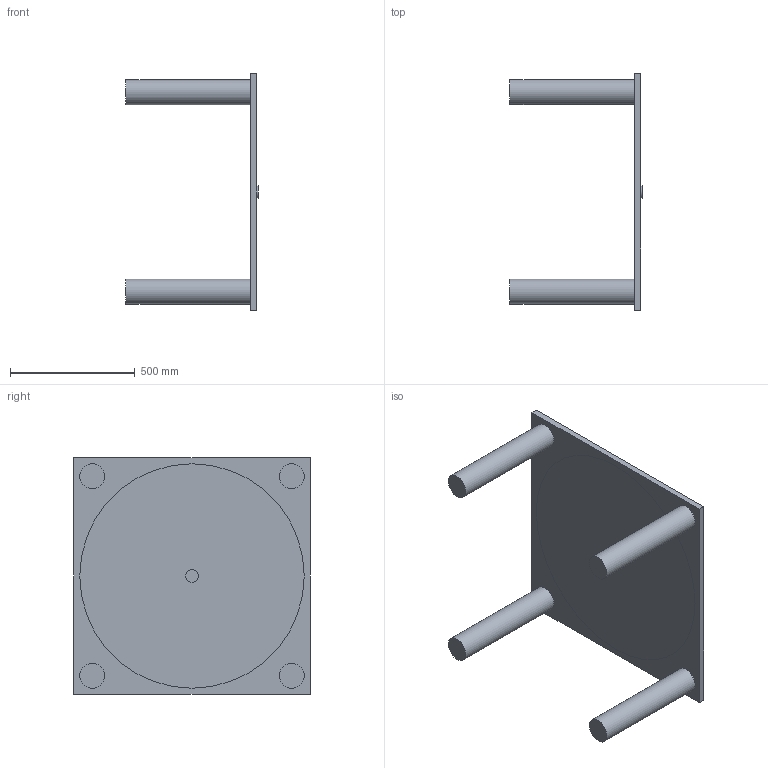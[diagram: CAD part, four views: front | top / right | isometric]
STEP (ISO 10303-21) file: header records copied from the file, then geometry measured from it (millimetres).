
FILE_DESCRIPTION(/* description */ (''),/* implementation_level */ '2;1');
FILE_NAME(/* name */ 'Rotating table base v2.step',/* time_stamp */ '2020-02-12T11:46:08+01:00',/* author */ (''),/* organization */ (''),/* preprocessor_version */ 'ST-DEVELOPER v18',/* originating_system */ 'Autodesk Translation Framework v8.12.0.6',/* authorisation */ '');
FILE_SCHEMA (('AUTOMOTIVE_DESIGN { 1 0 10303 214 3 1 1 }'));
Length unit declared in the file: millimetre
Products named in the file (2): Rotating table base; Rotating table 1
Assembly tree (1 placements, depth 2):
  Rotating table base
    Rotating table 1
Bounding box: 530 x 950 x 950 mm (x, y, z)
Volume: 53929339.2 mm3; surface area: 3883130.4 mm2
Topology: 2 solids, 2 shells, 35 faces, 54 edges, 36 vertices
Faces by surface type: plane 21, cylinder 14
Full cylindrical faces by diameter (mm): 50 x3, 100 x10, 900 x1
Entity records: 850 total; most frequent: DIRECTION 158, CARTESIAN_POINT 128, ORIENTED_EDGE 108, AXIS2_PLACEMENT_3D 66, EDGE_CURVE 54, EDGE_LOOP 48, VERTEX_POINT 36, FACE_OUTER_BOUND 35
